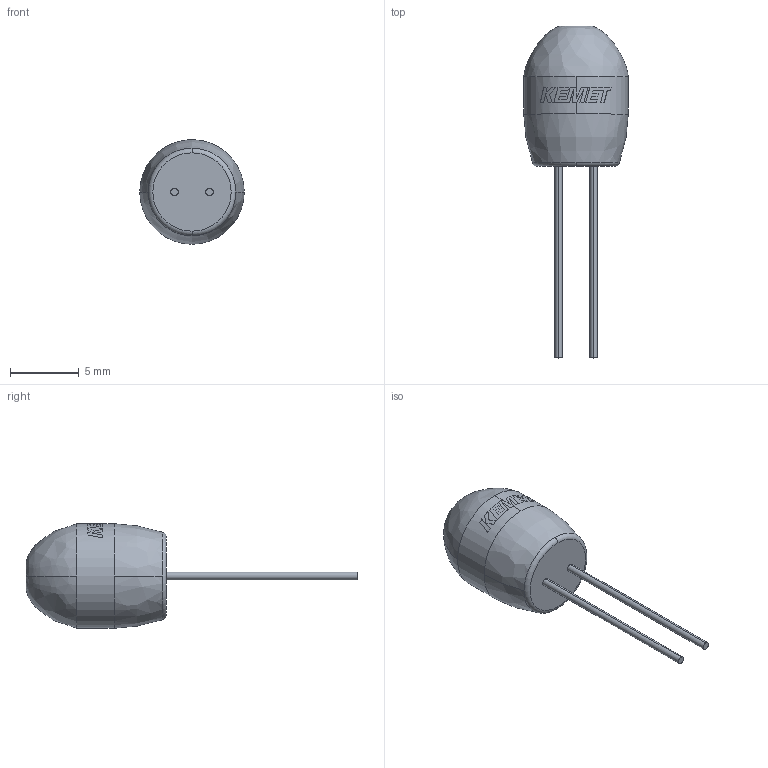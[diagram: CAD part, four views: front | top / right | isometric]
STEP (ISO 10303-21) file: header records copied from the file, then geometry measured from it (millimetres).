
FILE_DESCRIPTION (( 'STEP AP214' ), '1' );
FILE_NAME ('CTR_T350_D7.6H10.2S2.54LL13.96F0.55.STEP', '2017-11-30T21:50:54', ( '' ), ( '' ), 'SwSTEP 2.0', 'SolidWorks 2014', '' );
FILE_SCHEMA (( 'AUTOMOTIVE_DESIGN' ));
Length unit declared in the file: millimetre
Products named in the file (1): CTR_T350_D7.6H10.2S2.54LL13.96F0.55
Bounding box: 7.6 x 24.16 x 7.6 mm (x, y, z)
Volume: 386.9 mm3; surface area: 315.5 mm2
Topology: 1 solids, 1 shells, 72 faces, 198 edges, 132 vertices
Faces by surface type: bspline 35, plane 26, cylinder 9, torus 2
Entity records: 3363 total; most frequent: CARTESIAN_POINT 969, ORIENTED_EDGE 396, DIRECTION 229, EDGE_CURVE 198, VERTEX_POINT 132, B_SPLINE_CURVE_WITH_KNOTS 117, AXIS2_PLACEMENT_3D 110, EDGE_LOOP 76
